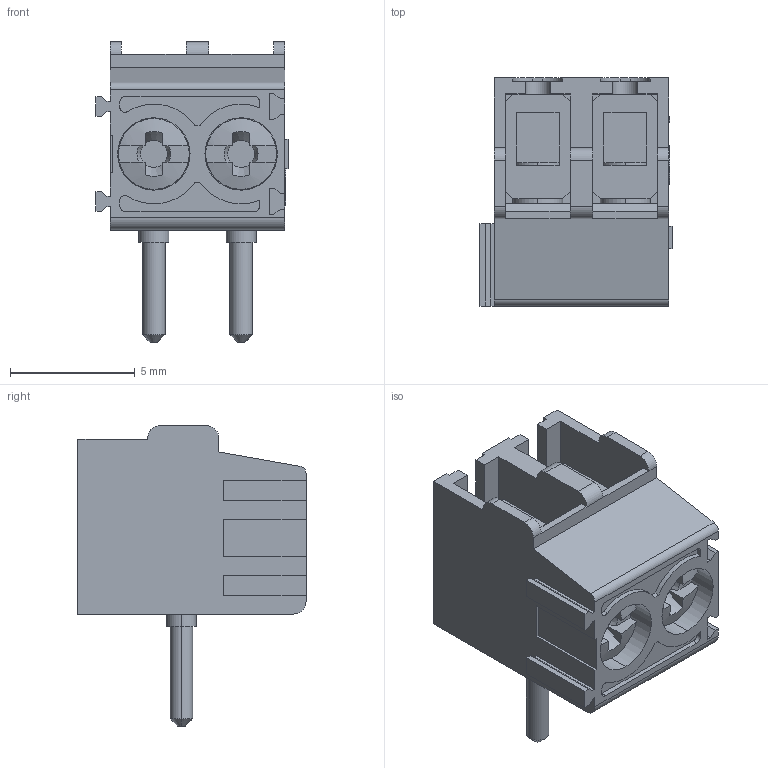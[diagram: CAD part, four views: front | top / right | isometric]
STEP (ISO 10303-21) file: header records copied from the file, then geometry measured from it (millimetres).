
FILE_DESCRIPTION(('Creo Elements/Direct Modeling STEP Export'),'2;1');
FILE_NAME('model.stp','2019-09-27T 0:37:05',(''),(''),'Creo Elements/Direct Modeling STEP processor for AP214 (Solid Model)','Creo Elements/Direct Modeling 20.1A 29-Sep-2018 (C) Parametric Technology GmbH','');
FILE_SCHEMA(('AUTOMOTIVE_DESIGN { 1 0 10303 214 1 1 1 1 }'));
Length unit declared in the file: millimetre
Products named in the file (5): LP_PT_1_5_KLH_3_5.1; AC_PT_1_5_PVH_H0_Schraube.1; PT_1.5_3_3.50_V_GEH; Bohrloch.1; PT_1_5-2-3_50_V
Assembly tree (7 placements, depth 2):
  PT_1_5-2-3_50_V
    Bohrloch.1  x2
    AC_PT_1_5_PVH_H0_Schraube.1  x2
    LP_PT_1_5_KLH_3_5.1  x2
    PT_1.5_3_3.50_V_GEH
Bounding box: 7.7 x 9.15 x 12.05 mm (x, y, z)
Volume: 316.8 mm3; surface area: 953.4 mm2
Topology: 7 solids, 7 shells, 550 faces, 1541 edges, 1024 vertices
Faces by surface type: plane 455, cylinder 74, cone 12, extrusion 5, sphere 4
Entity records: 20270 total; most frequent: CARTESIAN_POINT 3252, ORIENTED_EDGE 2816, DIRECTION 2457, EDGE_CURVE 1408, VECTOR 1227, LINE 1222, VERTEX_POINT 937, AXIS2_PLACEMENT_3D 615
